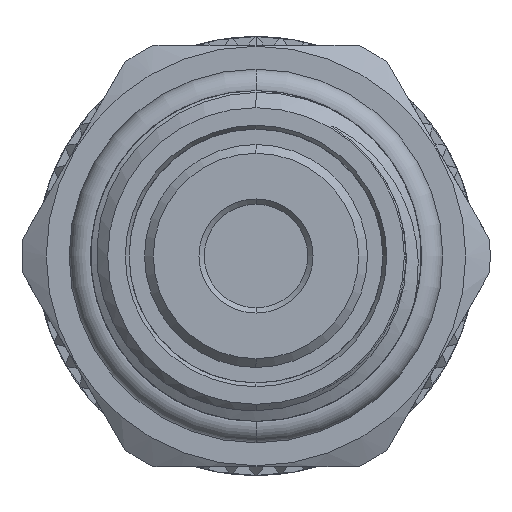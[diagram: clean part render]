
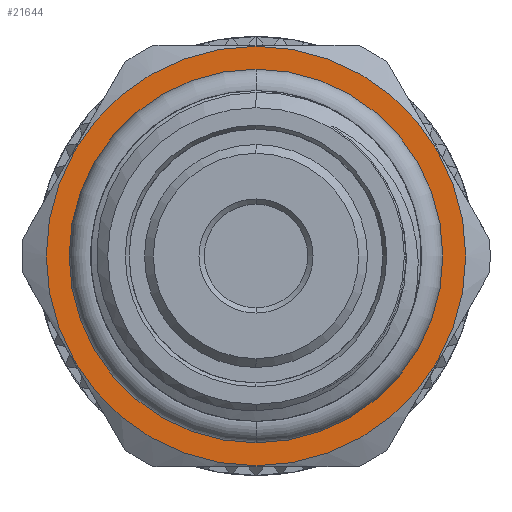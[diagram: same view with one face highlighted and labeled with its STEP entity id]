
A CAD part, left-side view. The second image highlights one B-rep face of the part: STEP entity #21644.
In plain terms, the highlighted planar face has unit normal (-1, 0, 0).
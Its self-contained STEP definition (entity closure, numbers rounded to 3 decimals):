
#185 = CARTESIAN_POINT ( 'NONE',  ( -3.2, 0., -11.95 ) ) ;
#419 = FACE_BOUND ( 'NONE', #21323, .T. ) ;
#482 = DIRECTION ( 'NONE',  ( 0., 0., 1. ) ) ;
#3018 = ORIENTED_EDGE ( 'NONE', *, *, #24113, .F. ) ;
#3457 = DIRECTION ( 'NONE',  ( -1., 0., 0. ) ) ;
#4563 = VERTEX_POINT ( 'NONE', #5773 ) ;
#5165 = CARTESIAN_POINT ( 'NONE',  ( -3.2, 0., 8.395 ) ) ;
#5773 = CARTESIAN_POINT ( 'NONE',  ( -3.2, 0., 11.95 ) ) ;
#9940 = EDGE_CURVE ( 'NONE', #27905, #27643, #35791, .T. ) ;
#10270 = DIRECTION ( 'NONE',  ( -1., 0., 0. ) ) ;
#11230 = AXIS2_PLACEMENT_3D ( 'NONE', #16340, #13708, #28044 ) ;
#13708 = DIRECTION ( 'NONE',  ( -1., 0., 0. ) ) ;
#13979 = AXIS2_PLACEMENT_3D ( 'NONE', #17999, #21254, #21002 ) ;
#14249 = CIRCLE ( 'NONE', #30439, 11.95 ) ;
#15645 = FACE_OUTER_BOUND ( 'NONE', #23891, .T. ) ;
#15935 = CIRCLE ( 'NONE', #32135, 11.95 ) ;
#16051 = DIRECTION ( 'NONE',  ( 0., 0., 1. ) ) ;
#16340 = CARTESIAN_POINT ( 'NONE',  ( -3.2, 0., 0. ) ) ;
#16473 = ORIENTED_EDGE ( 'NONE', *, *, #9940, .F. ) ;
#16638 = VERTEX_POINT ( 'NONE', #185 ) ;
#17999 = CARTESIAN_POINT ( 'NONE',  ( -3.2, 0., 0. ) ) ;
#18076 = CARTESIAN_POINT ( 'NONE',  ( -3.2, 0., -8.395 ) ) ;
#18342 = DIRECTION ( 'NONE',  ( 0., 0., 1. ) ) ;
#18762 = ORIENTED_EDGE ( 'NONE', *, *, #22505, .T. ) ;
#19478 = PLANE ( 'NONE',  #30651 ) ;
#21002 = DIRECTION ( 'NONE',  ( 0., 0., 1. ) ) ;
#21099 = CARTESIAN_POINT ( 'NONE',  ( -3.2, 0., 0. ) ) ;
#21254 = DIRECTION ( 'NONE',  ( -1., 0., 0. ) ) ;
#21323 = EDGE_LOOP ( 'NONE', ( #16473, #3018 ) ) ;
#21644 = ADVANCED_FACE ( 'NONE', ( #15645, #419 ), #19478, .T. ) ;
#22505 = EDGE_CURVE ( 'NONE', #16638, #4563, #14249, .T. ) ;
#23891 = EDGE_LOOP ( 'NONE', ( #24682, #18762 ) ) ;
#24113 = EDGE_CURVE ( 'NONE', #27643, #27905, #35101, .T. ) ;
#24589 = EDGE_CURVE ( 'NONE', #4563, #16638, #15935, .T. ) ;
#24682 = ORIENTED_EDGE ( 'NONE', *, *, #24589, .T. ) ;
#27588 = CARTESIAN_POINT ( 'NONE',  ( -3.2, 11.95, 0. ) ) ;
#27643 = VERTEX_POINT ( 'NONE', #18076 ) ;
#27905 = VERTEX_POINT ( 'NONE', #5165 ) ;
#28044 = DIRECTION ( 'NONE',  ( 0., 0., 1. ) ) ;
#29305 = DIRECTION ( 'NONE',  ( -1., 0., 0. ) ) ;
#30439 = AXIS2_PLACEMENT_3D ( 'NONE', #35851, #10270, #16051 ) ;
#30651 = AXIS2_PLACEMENT_3D ( 'NONE', #27588, #3457, #482 ) ;
#32135 = AXIS2_PLACEMENT_3D ( 'NONE', #21099, #29305, #18342 ) ;
#35101 = CIRCLE ( 'NONE', #13979, 8.395 ) ;
#35791 = CIRCLE ( 'NONE', #11230, 8.395 ) ;
#35851 = CARTESIAN_POINT ( 'NONE',  ( -3.2, 0., 0. ) ) ;
